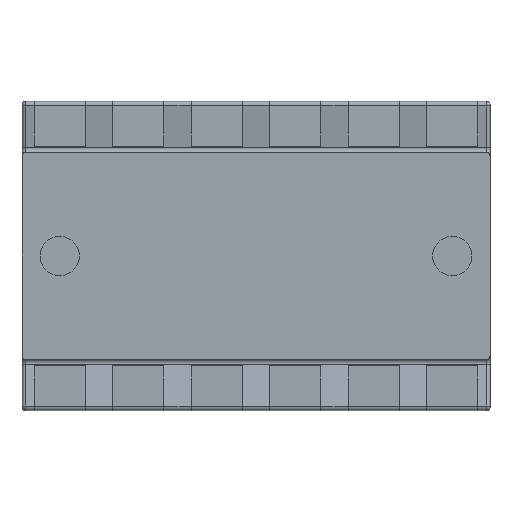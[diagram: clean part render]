
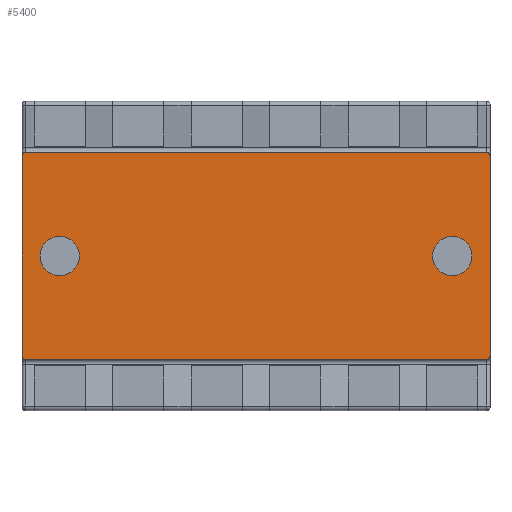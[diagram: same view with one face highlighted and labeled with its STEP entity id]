
A CAD part, front view. The second image highlights one B-rep face of the part: STEP entity #5400.
In plain terms, the highlighted planar face has unit normal (0, -1, 0).
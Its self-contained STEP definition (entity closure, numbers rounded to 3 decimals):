
#50 = VERTEX_POINT ( 'NONE', #9026 ) ;
#199 = DIRECTION ( 'NONE',  ( 0., 0., 1. ) ) ;
#231 = ORIENTED_EDGE ( 'NONE', *, *, #843, .T. ) ;
#280 = AXIS2_PLACEMENT_3D ( 'NONE', #4745, #3390, #6959 ) ;
#338 = EDGE_LOOP ( 'NONE', ( #8584, #3512, #3221, #7645, #2528, #7967, #2909, #231 ) ) ;
#375 = ORIENTED_EDGE ( 'NONE', *, *, #5790, .F. ) ;
#510 = DIRECTION ( 'NONE',  ( 0., 0., 1. ) ) ;
#573 = CARTESIAN_POINT ( 'NONE',  ( 7.57, 0.1, 3.25 ) ) ;
#843 = EDGE_CURVE ( 'NONE', #8289, #4545, #7643, .T. ) ;
#913 = DIRECTION ( 'NONE',  ( 0., -1., 0. ) ) ;
#1106 = VERTEX_POINT ( 'NONE', #573 ) ;
#1123 = AXIS2_PLACEMENT_3D ( 'NONE', #6580, #5927, #3718 ) ;
#1332 = CARTESIAN_POINT ( 'NONE',  ( 7.57, 0.1, 3.35 ) ) ;
#1365 = DIRECTION ( 'NONE',  ( 0., -1., 0. ) ) ;
#1466 = LINE ( 'NONE', #6497, #3238 ) ;
#1869 = DIRECTION ( 'NONE',  ( 0., -1., 0. ) ) ;
#1882 = EDGE_CURVE ( 'NONE', #1106, #4048, #2260, .T. ) ;
#2260 = CIRCLE ( 'NONE', #8576, 0.1 ) ;
#2273 = CARTESIAN_POINT ( 'NONE',  ( -7.57, 0.1, 3.25 ) ) ;
#2385 = LINE ( 'NONE', #9504, #5425 ) ;
#2441 = EDGE_CURVE ( 'NONE', #3130, #4545, #5933, .T. ) ;
#2458 = DIRECTION ( 'NONE',  ( 0., 0., 1. ) ) ;
#2513 = AXIS2_PLACEMENT_3D ( 'NONE', #3636, #6558, #8052 ) ;
#2528 = ORIENTED_EDGE ( 'NONE', *, *, #5179, .T. ) ;
#2574 = EDGE_LOOP ( 'NONE', ( #5027, #375 ) ) ;
#2706 = CARTESIAN_POINT ( 'NONE',  ( -7.47, 0.1, -3.25 ) ) ;
#2789 = DIRECTION ( 'NONE',  ( 0., 0., 1. ) ) ;
#2805 = CARTESIAN_POINT ( 'NONE',  ( 7.47, 0.1, 3.25 ) ) ;
#2909 = ORIENTED_EDGE ( 'NONE', *, *, #7584, .T. ) ;
#3130 = VERTEX_POINT ( 'NONE', #4231 ) ;
#3221 = ORIENTED_EDGE ( 'NONE', *, *, #4095, .F. ) ;
#3238 = VECTOR ( 'NONE', #4285, 1000. ) ;
#3364 = CARTESIAN_POINT ( 'NONE',  ( 7.57, 0.1, -3.25 ) ) ;
#3390 = DIRECTION ( 'NONE',  ( 0., -1., 0. ) ) ;
#3395 = CARTESIAN_POINT ( 'NONE',  ( -6.35, 0.1, 0.635 ) ) ;
#3512 = ORIENTED_EDGE ( 'NONE', *, *, #7297, .T. ) ;
#3636 = CARTESIAN_POINT ( 'NONE',  ( 6.35, 0.1, 0. ) ) ;
#3718 = DIRECTION ( 'NONE',  ( 0., 0., 1. ) ) ;
#3808 = EDGE_CURVE ( 'NONE', #5936, #4233, #5092, .T. ) ;
#3965 = DIRECTION ( 'NONE',  ( 0., -1., 0. ) ) ;
#4048 = VERTEX_POINT ( 'NONE', #5180 ) ;
#4090 = AXIS2_PLACEMENT_3D ( 'NONE', #6893, #4607, #6788 ) ;
#4095 = EDGE_CURVE ( 'NONE', #1106, #6803, #2385, .T. ) ;
#4210 = LINE ( 'NONE', #1332, #5138 ) ;
#4231 = CARTESIAN_POINT ( 'NONE',  ( 7.47, 0.1, -3.35 ) ) ;
#4233 = VERTEX_POINT ( 'NONE', #2273 ) ;
#4285 = DIRECTION ( 'NONE',  ( 0., 0., -1. ) ) ;
#4321 = DIRECTION ( 'NONE',  ( 0., 0., -1. ) ) ;
#4333 = DIRECTION ( 'NONE',  ( -1., 0., 0. ) ) ;
#4545 = VERTEX_POINT ( 'NONE', #5608 ) ;
#4607 = DIRECTION ( 'NONE',  ( 0., 1., 0. ) ) ;
#4692 = EDGE_CURVE ( 'NONE', #9332, #9221, #7502, .T. ) ;
#4725 = CIRCLE ( 'NONE', #8752, 0.635 ) ;
#4745 = CARTESIAN_POINT ( 'NONE',  ( -6.35, 0.1, 0. ) ) ;
#4866 = CIRCLE ( 'NONE', #6165, 0.1 ) ;
#4998 = EDGE_CURVE ( 'NONE', #50, #8599, #4725, .T. ) ;
#5027 = ORIENTED_EDGE ( 'NONE', *, *, #4692, .F. ) ;
#5092 = CIRCLE ( 'NONE', #5695, 0.1 ) ;
#5103 = ORIENTED_EDGE ( 'NONE', *, *, #4998, .F. ) ;
#5138 = VECTOR ( 'NONE', #4333, 1000. ) ;
#5179 = EDGE_CURVE ( 'NONE', #4048, #5936, #4210, .T. ) ;
#5180 = CARTESIAN_POINT ( 'NONE',  ( 7.47, 0.1, 3.35 ) ) ;
#5204 = CARTESIAN_POINT ( 'NONE',  ( 7.57, 0.1, -3.35 ) ) ;
#5308 = CARTESIAN_POINT ( 'NONE',  ( 6.35, 0.1, 0.635 ) ) ;
#5328 = ORIENTED_EDGE ( 'NONE', *, *, #9027, .F. ) ;
#5400 = ADVANCED_FACE ( 'NONE', ( #5954, #9074, #7805 ), #6003, .F. ) ;
#5425 = VECTOR ( 'NONE', #4321, 1000. ) ;
#5608 = CARTESIAN_POINT ( 'NONE',  ( -7.47, 0.1, -3.35 ) ) ;
#5695 = AXIS2_PLACEMENT_3D ( 'NONE', #7300, #1365, #2789 ) ;
#5790 = EDGE_CURVE ( 'NONE', #9221, #9332, #5816, .T. ) ;
#5816 = CIRCLE ( 'NONE', #2513, 0.635 ) ;
#5927 = DIRECTION ( 'NONE',  ( 0., -1., 0. ) ) ;
#5933 = LINE ( 'NONE', #5204, #7915 ) ;
#5936 = VERTEX_POINT ( 'NONE', #8237 ) ;
#5954 = FACE_BOUND ( 'NONE', #2574, .T. ) ;
#5958 = DIRECTION ( 'NONE',  ( -1., 0., 0. ) ) ;
#6003 = PLANE ( 'NONE',  #4090 ) ;
#6032 = EDGE_LOOP ( 'NONE', ( #5328, #5103 ) ) ;
#6165 = AXIS2_PLACEMENT_3D ( 'NONE', #6923, #3965, #199 ) ;
#6497 = CARTESIAN_POINT ( 'NONE',  ( -7.57, 0.1, -3.35 ) ) ;
#6558 = DIRECTION ( 'NONE',  ( 0., -1., 0. ) ) ;
#6580 = CARTESIAN_POINT ( 'NONE',  ( 6.35, 0.1, 0. ) ) ;
#6788 = DIRECTION ( 'NONE',  ( 0., 0., 1. ) ) ;
#6803 = VERTEX_POINT ( 'NONE', #3364 ) ;
#6838 = CARTESIAN_POINT ( 'NONE',  ( 6.35, 0.1, -0.635 ) ) ;
#6893 = CARTESIAN_POINT ( 'NONE',  ( 7.57, 0.1, -3.35 ) ) ;
#6923 = CARTESIAN_POINT ( 'NONE',  ( 7.47, 0.1, -3.25 ) ) ;
#6959 = DIRECTION ( 'NONE',  ( 0., 0., 1. ) ) ;
#7150 = CIRCLE ( 'NONE', #280, 0.635 ) ;
#7297 = EDGE_CURVE ( 'NONE', #3130, #6803, #4866, .T. ) ;
#7300 = CARTESIAN_POINT ( 'NONE',  ( -7.47, 0.1, 3.25 ) ) ;
#7502 = CIRCLE ( 'NONE', #1123, 0.635 ) ;
#7584 = EDGE_CURVE ( 'NONE', #4233, #8289, #1466, .T. ) ;
#7643 = CIRCLE ( 'NONE', #8503, 0.1 ) ;
#7645 = ORIENTED_EDGE ( 'NONE', *, *, #1882, .T. ) ;
#7805 = FACE_OUTER_BOUND ( 'NONE', #338, .T. ) ;
#7915 = VECTOR ( 'NONE', #5958, 1000. ) ;
#7918 = DIRECTION ( 'NONE',  ( 0., 0., 1. ) ) ;
#7967 = ORIENTED_EDGE ( 'NONE', *, *, #3808, .T. ) ;
#8001 = DIRECTION ( 'NONE',  ( 0., -1., 0. ) ) ;
#8052 = DIRECTION ( 'NONE',  ( 0., 0., 1. ) ) ;
#8102 = CARTESIAN_POINT ( 'NONE',  ( -7.57, 0.1, -3.25 ) ) ;
#8237 = CARTESIAN_POINT ( 'NONE',  ( -7.47, 0.1, 3.35 ) ) ;
#8289 = VERTEX_POINT ( 'NONE', #8102 ) ;
#8441 = CARTESIAN_POINT ( 'NONE',  ( -6.35, 0.1, 0. ) ) ;
#8503 = AXIS2_PLACEMENT_3D ( 'NONE', #2706, #1869, #7918 ) ;
#8576 = AXIS2_PLACEMENT_3D ( 'NONE', #2805, #8001, #510 ) ;
#8584 = ORIENTED_EDGE ( 'NONE', *, *, #2441, .F. ) ;
#8599 = VERTEX_POINT ( 'NONE', #3395 ) ;
#8752 = AXIS2_PLACEMENT_3D ( 'NONE', #8441, #913, #2458 ) ;
#9026 = CARTESIAN_POINT ( 'NONE',  ( -6.35, 0.1, -0.635 ) ) ;
#9027 = EDGE_CURVE ( 'NONE', #8599, #50, #7150, .T. ) ;
#9074 = FACE_BOUND ( 'NONE', #6032, .T. ) ;
#9221 = VERTEX_POINT ( 'NONE', #6838 ) ;
#9332 = VERTEX_POINT ( 'NONE', #5308 ) ;
#9504 = CARTESIAN_POINT ( 'NONE',  ( 7.57, 0.1, -3.35 ) ) ;
